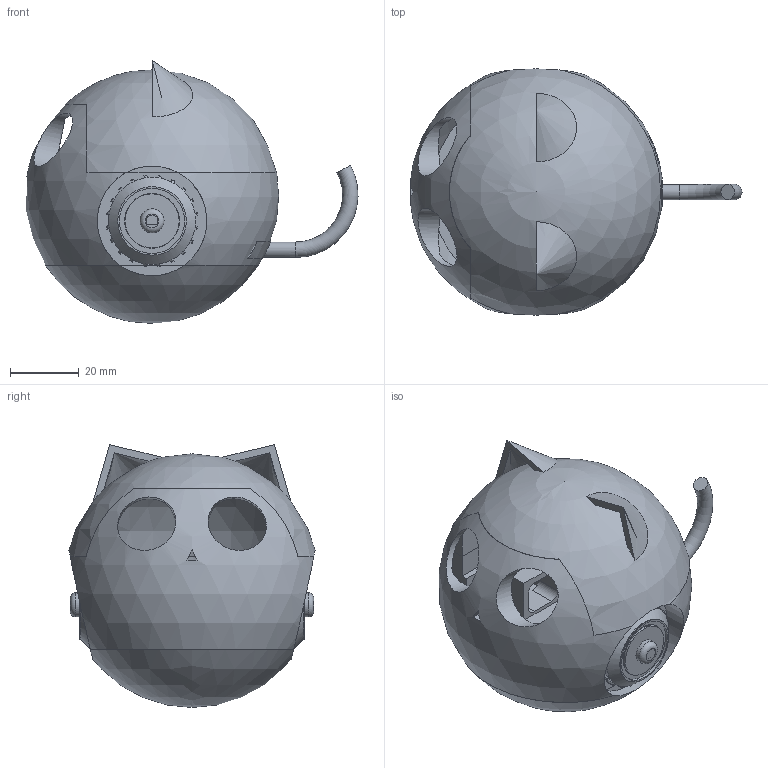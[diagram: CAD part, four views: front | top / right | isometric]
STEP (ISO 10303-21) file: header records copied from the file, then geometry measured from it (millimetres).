
FILE_DESCRIPTION(/* description */ (''),/* implementation_level */ '2;1');
FILE_NAME(/* name */ 'Beeboy Cat_Tutorial_new v4.step',/* time_stamp */ '2019-10-07T11:15:31+09:00',/* author */ (''),/* organization */ (''),/* preprocessor_version */ 'ST-DEVELOPER v18',/* originating_system */ 'Autodesk Translation Framework v8.6.0.1094',/* authorisation */ '');
FILE_SCHEMA (('AUTOMOTIVE_DESIGN { 1 0 10303 214 3 1 1 }'));
Length unit declared in the file: millimetre
Products named in the file (7): Beeboy Cat_Tutorial_new; Bottom; Top; Body; Wheel v1; Tire; Tail
Assembly tree (6 placements, depth 2):
  Beeboy Cat_Tutorial_new
    Bottom
    Top
    Body
    Wheel v1
    Tire
    Tail
Bounding box: 96.88 x 71.81 x 76.72 mm (x, y, z)
Volume: 80260.8 mm3; surface area: 50819.3 mm2
Topology: 8 solids, 8 shells, 499 faces, 1417 edges, 951 vertices
Faces by surface type: plane 303, cylinder 132, torus 47, sphere 9, cone 8
Full cylindrical faces by diameter (mm): 4 x8, 4.5 x1, 7 x4, 15.2 x1, 15.8 x4, 16 x4, 17 x2, 19 x4, 20.008 x2
Entity records: 17462 total; most frequent: CARTESIAN_POINT 4173, ORIENTED_EDGE 2818, DIRECTION 2725, EDGE_CURVE 1409, AXIS2_PLACEMENT_3D 987, VERTEX_POINT 951, LINE 751, VECTOR 751
